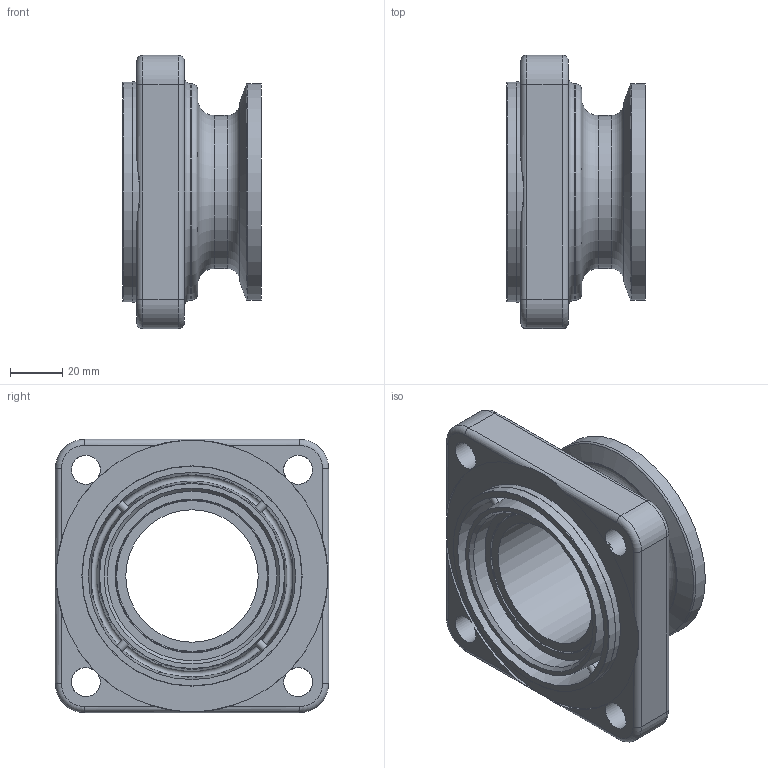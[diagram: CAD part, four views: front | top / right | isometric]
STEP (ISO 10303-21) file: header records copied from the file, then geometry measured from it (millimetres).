
FILE_DESCRIPTION(/* description */ ('2" FP 4-BOLT MANIFOLD ENDPLATE, MACHINED'),/* implementation_level */ '2;1');
FILE_NAME(/* name */ 'V25478.stp',/* time_stamp */ '2019-10-15T11:52:04-04:00',/* author */ ('BAE'),/* organization */ (''),/* preprocessor_version */ 'ST-DEVELOPER v17.2',/* originating_system */ 'Autodesk Inventor 2019',/* authorisation */ '');
FILE_SCHEMA (('AUTOMOTIVE_DESIGN { 1 0 10303 214 3 1 1 }'));
Length unit declared in the file: inch
Products named in the file (2): V25478; V25378X
Assembly tree (1 placements, depth 2):
  V25478
    V25378X
Bounding box: 53.09 x 104.78 x 104.78 mm (x, y, z)
Volume: 198565.3 mm3; surface area: 54882.4 mm2
Topology: 1 solids, 1 shells, 87 faces, 254 edges, 174 vertices
Faces by surface type: cylinder 36, plane 27, torus 18, cone 6
Full cylindrical faces by diameter (mm): 11.125 x4, 50.8 x1, 58.674 x1, 65.024 x1, 66.802 x1, 83.058 x2, 84.328 x1, 84.455 x1
Entity records: 3357 total; most frequent: CARTESIAN_POINT 870, DIRECTION 542, ORIENTED_EDGE 508, EDGE_CURVE 254, AXIS2_PLACEMENT_3D 230, VERTEX_POINT 174, CIRCLE 140, EDGE_LOOP 102
